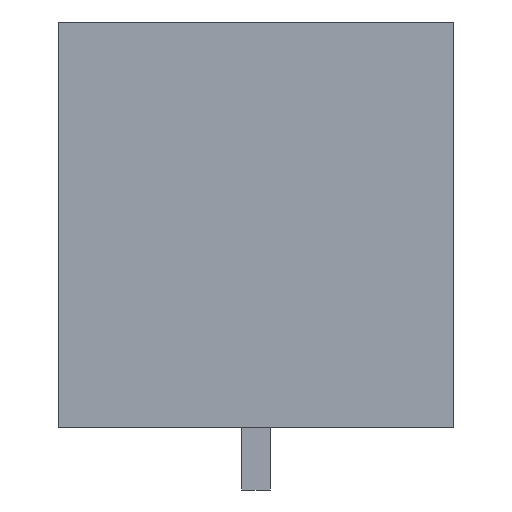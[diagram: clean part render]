
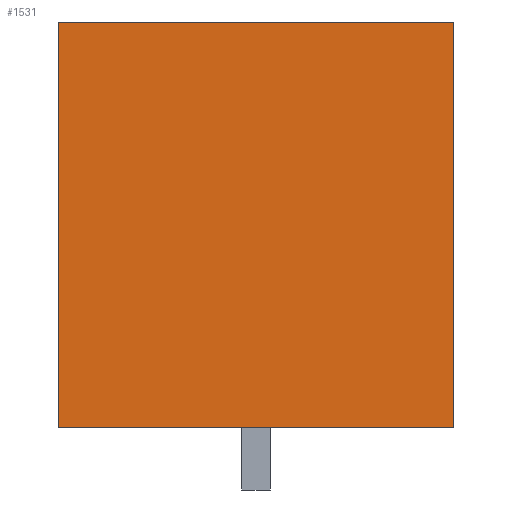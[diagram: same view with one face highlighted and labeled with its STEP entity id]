
A CAD part, front view. The second image highlights one B-rep face of the part: STEP entity #1531.
In plain terms, the highlighted planar face has unit normal (0, -1, 0).
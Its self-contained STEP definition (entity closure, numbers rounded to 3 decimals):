
#1173 = VERTEX_POINT('',#1174);
#1174 = CARTESIAN_POINT('',(-10.414,-38.862,0.102));
#1180 = EDGE_CURVE('',#1173,#1181,#1183,.T.);
#1181 = VERTEX_POINT('',#1182);
#1182 = CARTESIAN_POINT('',(-10.414,-38.862,21.438));
#1183 = LINE('',#1184,#1185);
#1184 = CARTESIAN_POINT('',(-10.414,-38.862,0.102));
#1185 = VECTOR('',#1186,1.);
#1186 = DIRECTION('',(0.,0.,1.));
#1267 = VERTEX_POINT('',#1268);
#1268 = CARTESIAN_POINT('',(10.414,-38.862,21.438));
#1274 = EDGE_CURVE('',#1267,#1275,#1277,.T.);
#1275 = VERTEX_POINT('',#1276);
#1276 = CARTESIAN_POINT('',(10.414,-38.862,0.102));
#1277 = LINE('',#1278,#1279);
#1278 = CARTESIAN_POINT('',(10.414,-38.862,0.102));
#1279 = VECTOR('',#1280,1.);
#1280 = DIRECTION('',(0.,0.,-1.));
#1325 = EDGE_CURVE('',#1181,#1267,#1326,.T.);
#1326 = LINE('',#1327,#1328);
#1327 = CARTESIAN_POINT('',(-10.414,-38.862,21.438));
#1328 = VECTOR('',#1329,1.);
#1329 = DIRECTION('',(1.,0.,0.));
#1408 = EDGE_CURVE('',#1275,#1173,#1409,.T.);
#1409 = LINE('',#1410,#1411);
#1410 = CARTESIAN_POINT('',(-10.414,-38.862,0.102));
#1411 = VECTOR('',#1412,1.);
#1412 = DIRECTION('',(-1.,0.,0.));
#1531 = ADVANCED_FACE('',(#1532),#1538,.F.);
#1532 = FACE_BOUND('',#1533,.T.);
#1533 = EDGE_LOOP('',(#1534,#1535,#1536,#1537));
#1534 = ORIENTED_EDGE('',*,*,#1274,.F.);
#1535 = ORIENTED_EDGE('',*,*,#1325,.F.);
#1536 = ORIENTED_EDGE('',*,*,#1180,.F.);
#1537 = ORIENTED_EDGE('',*,*,#1408,.F.);
#1538 = PLANE('',#1539);
#1539 = AXIS2_PLACEMENT_3D('',#1540,#1541,#1542);
#1540 = CARTESIAN_POINT('',(0.,-38.862,10.77));
#1541 = DIRECTION('',(0.,1.,0.));
#1542 = DIRECTION('',(-1.,0.,0.));
